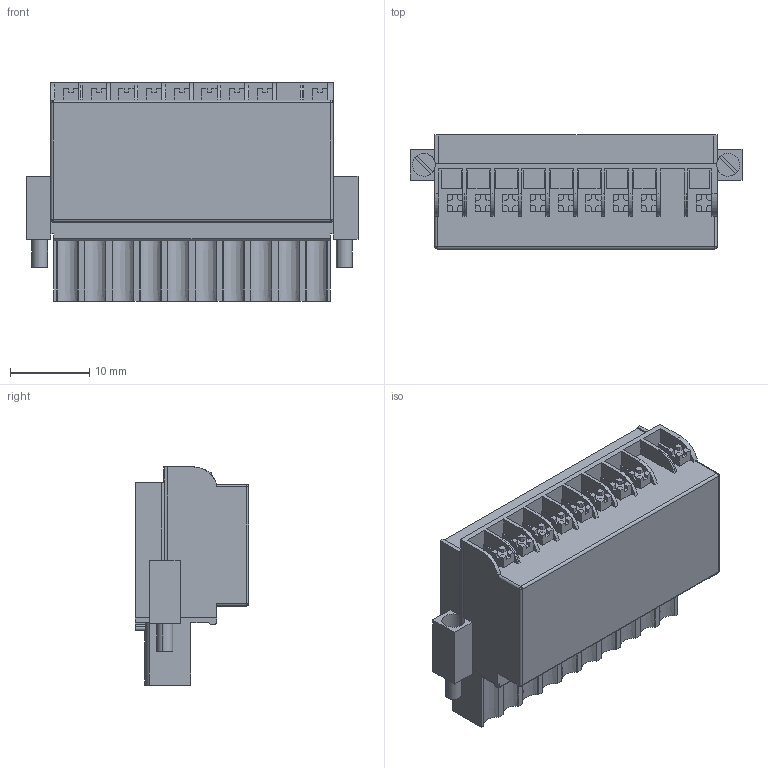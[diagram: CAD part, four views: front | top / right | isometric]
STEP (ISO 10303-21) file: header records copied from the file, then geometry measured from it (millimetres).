
FILE_DESCRIPTION(('CATIA V5 STEP Exchange','CAx-IF Rec.Pracs.--- Model Styling and Organization---1.4--- 2014-01-23'),'2;1');
FILE_NAME ('265727-1_0_2471390000_2471390000.stp','2021-03-01T13:05:49+00:00',('none'),('Weidmueller'),'CATIA Version 5-6 Release 2016 SP3 HF44','CATIA V5 STEP AP214','none');
FILE_SCHEMA(('AUTOMOTIVE_DESIGN { 1 0 10303 214 1 1 1 1 }'));
Length unit declared in the file: millimetre
Products named in the file (1): 2471390000
Bounding box: 42 x 14.4 x 27.6 mm (x, y, z)
Volume: 10276.5 mm3; surface area: 4820.1 mm2
Topology: 12 solids, 12 shells, 675 faces, 1959 edges, 1312 vertices
Faces by surface type: plane 453, cylinder 184, extrusion 30, sphere 8
Entity records: 21943 total; most frequent: CARTESIAN_POINT 4622, ORIENTED_EDGE 3902, DIRECTION 2779, EDGE_CURVE 1951, VECTOR 1493, LINE 1463, VERTEX_POINT 1312, AXIS2_PLACEMENT_3D 833
